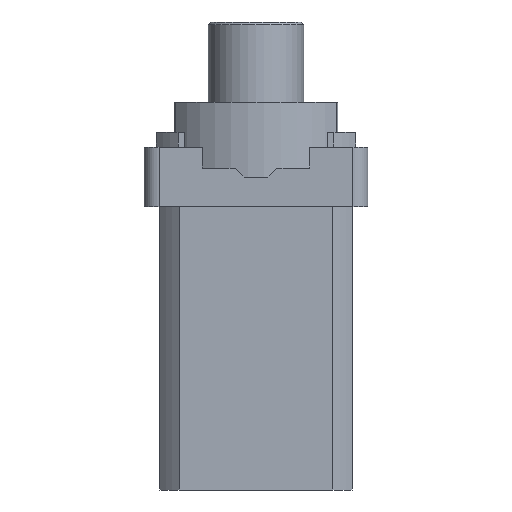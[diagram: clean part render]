
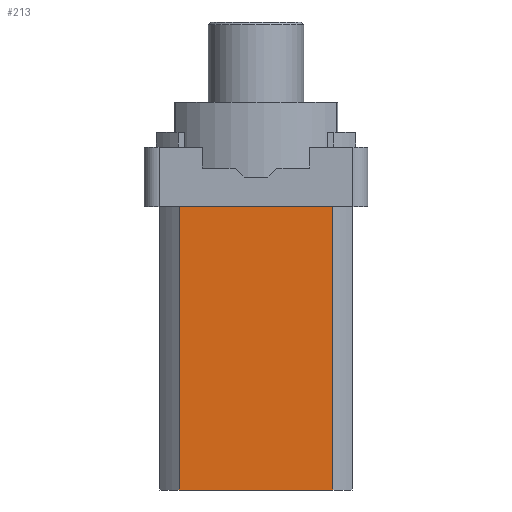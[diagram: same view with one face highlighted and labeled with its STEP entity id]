
A CAD part, left-side view. The second image highlights one B-rep face of the part: STEP entity #213.
In plain terms, the highlighted face is planar.
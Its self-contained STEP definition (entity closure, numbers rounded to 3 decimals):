
#213 = ADVANCED_FACE( '', ( #596 ), #597, .T. );
#596 = FACE_OUTER_BOUND( '', #1489, .T. );
#597 = PLANE( '', #1490 );
#1489 = EDGE_LOOP( '', ( #2430, #2431, #2432, #2433 ) );
#1490 = AXIS2_PLACEMENT_3D( '', #2434, #2435, #2436 );
#2430 = ORIENTED_EDGE( '', *, *, #5179, .F. );
#2431 = ORIENTED_EDGE( '', *, *, #5180, .F. );
#2432 = ORIENTED_EDGE( '', *, *, #5181, .T. );
#2433 = ORIENTED_EDGE( '', *, *, #5177, .T. );
#2434 = CARTESIAN_POINT( '', ( -95., 25.83, 33.75 ) );
#2435 = DIRECTION( '', ( 0., 0., 1. ) );
#2436 = DIRECTION( '', ( 1., 0., 0. ) );
#5177 = EDGE_CURVE( '', #6047, #6045, #6048, .T. );
#5179 = EDGE_CURVE( '', #6050, #6045, #6051, .T. );
#5180 = EDGE_CURVE( '', #6052, #6050, #6053, .T. );
#5181 = EDGE_CURVE( '', #6052, #6047, #6054, .T. );
#6045 = VERTEX_POINT( '', #7494 );
#6047 = VERTEX_POINT( '', #7496 );
#6048 = LINE( '', #7497, #7498 );
#6050 = VERTEX_POINT( '', #7500 );
#6051 = LINE( '', #7501, #7502 );
#6052 = VERTEX_POINT( '', #7503 );
#6053 = LINE( '', #7504, #7505 );
#6054 = LINE( '', #7506, #7507 );
#7494 = CARTESIAN_POINT( '', ( 0., -25.83, 33.75 ) );
#7496 = CARTESIAN_POINT( '', ( -95., -25.83, 33.75 ) );
#7497 = CARTESIAN_POINT( '', ( -95., -25.83, 33.75 ) );
#7498 = VECTOR( '', #9495, 1000. );
#7500 = CARTESIAN_POINT( '', ( 0., 25.83, 33.75 ) );
#7501 = CARTESIAN_POINT( '', ( 0., 25.83, 33.75 ) );
#7502 = VECTOR( '', #9499, 1000. );
#7503 = CARTESIAN_POINT( '', ( -95., 25.83, 33.75 ) );
#7504 = CARTESIAN_POINT( '', ( -95., 25.83, 33.75 ) );
#7505 = VECTOR( '', #9500, 1000. );
#7506 = CARTESIAN_POINT( '', ( -95., 25.83, 33.75 ) );
#7507 = VECTOR( '', #9501, 1000. );
#9495 = DIRECTION( '', ( 1., 0., 0. ) );
#9499 = DIRECTION( '', ( 0., -1., 0. ) );
#9500 = DIRECTION( '', ( 1., 0., 0. ) );
#9501 = DIRECTION( '', ( 0., -1., 0. ) );
